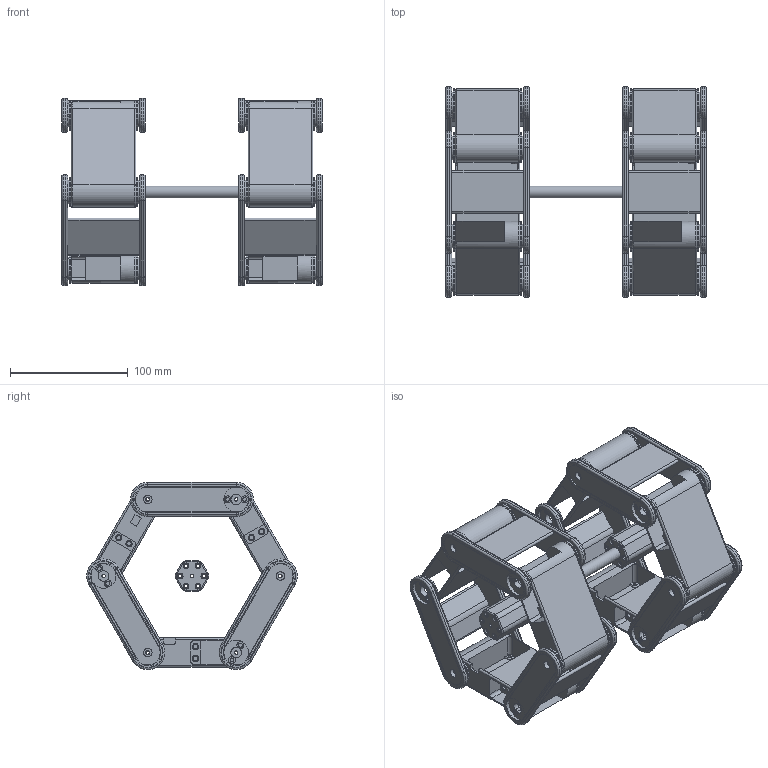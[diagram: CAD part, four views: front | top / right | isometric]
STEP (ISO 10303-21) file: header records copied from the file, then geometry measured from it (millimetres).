
FILE_DESCRIPTION(/* description */ ('','CAx-IF Rec.Pracs.---Representation and Presentation of Product Manufacturing Information (PMI)---4.0---2014-10-13'),/* implementation_level */ '2;1');
FILE_NAME(/* name */ 'Fred D.step',/* time_stamp */ '2025-03-15T20:17:31-04:00',/* author */ (''),/* organization */ (''),/* preprocessor_version */ 'ST-DEVELOPER v20',/* originating_system */ 'Autodesk Translation Framework v13.20.0.188',/* authorisation */ '');
FILE_SCHEMA (('AP242_MANAGED_MODEL_BASED_3D_ENGINEERING_MIM_LF { 1 0 10303 442 1 1 4 }'));
Length unit declared in the file: millimetre
Products named in the file (1): Fred D
Bounding box: 221 x 179 x 158.9 mm (x, y, z)
Volume: 714245.4 mm3; surface area: 330715.8 mm2
Topology: 27 solids, 27 shells, 1156 faces, 2738 edges, 1742 vertices
Faces by surface type: cylinder 520, plane 444, torus 192
Full cylindrical faces by diameter (mm): 2.2 x8, 2.8 x29, 3.3 x32, 3.8 x12, 7.2 x24, 9 x6, 10 x1, 10.3 x2, 20 x18, 21 x6, 25 x24
Entity records: 34132 total; most frequent: DIRECTION 6456, CARTESIAN_POINT 5781, ORIENTED_EDGE 5476, EDGE_CURVE 2738, AXIS2_PLACEMENT_3D 2577, VERTEX_POINT 1742, EDGE_LOOP 1444, CIRCLE 1420
